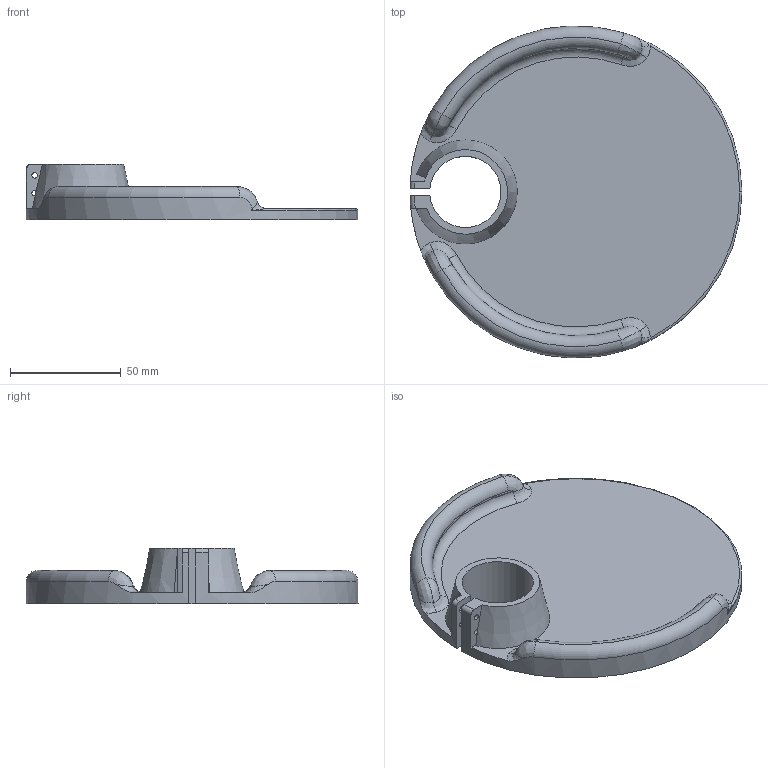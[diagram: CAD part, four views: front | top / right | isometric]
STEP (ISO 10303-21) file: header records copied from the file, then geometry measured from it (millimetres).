
FILE_DESCRIPTION (( 'STEP AP203' ), '1' );
FILE_NAME ('µ××ù.STEP', '2024-01-05T07:39:50', ( 'zym-develop' ), ( '' ), 'SwSTEP 2.0', 'SolidWorks 2020', '' );
FILE_SCHEMA (( 'CONFIG_CONTROL_DESIGN' ));
Length unit declared in the file: millimetre
Products named in the file (1): 菁釱
Bounding box: 149.99 x 149.99 x 25 mm (x, y, z)
Volume: 116641.1 mm3; surface area: 44490.8 mm2
Topology: 1 solids, 1 shells, 51 faces, 135 edges, 83 vertices
Faces by surface type: bspline 18, cylinder 13, torus 10, plane 9, cone 1
Entity records: 3156 total; most frequent: CARTESIAN_POINT 1916, ORIENTED_EDGE 266, DIRECTION 221, EDGE_CURVE 133, AXIS2_PLACEMENT_3D 96, VERTEX_POINT 83, CIRCLE 62, EDGE_LOOP 58
